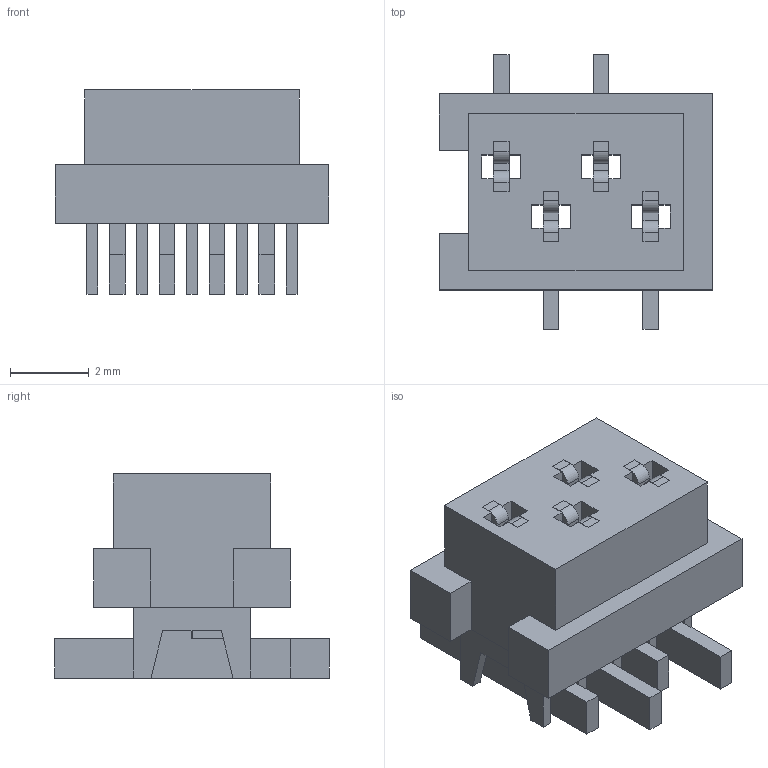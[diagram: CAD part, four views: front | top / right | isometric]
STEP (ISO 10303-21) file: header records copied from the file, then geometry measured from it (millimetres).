
FILE_DESCRIPTION( ( '' ), ' ' );
FILE_NAME( '5cc033767a1d12172263d422.step', '2019-04-24T09:59:20', ( '' ), ( '' ), ' ', ' ', ' ' );
FILE_SCHEMA( ( 'AUTOMOTIVE_DESIGN { 1 0 10303 214 1 1 1 1 }' ) );
Length unit declared in the file: metre
Products named in the file (2): Micro-Match-FOB-Contacts; Micro-Match-FOB-Insulator
Bounding box: 6.96 x 7 x 5.2 mm (x, y, z)
Volume: 99.3 mm3; surface area: 373.1 mm2
Topology: 2 solids, 2 shells, 177 faces, 528 edges, 352 vertices
Faces by surface type: plane 169, cylinder 8
Entity records: 7296 total; most frequent: CARTESIAN_POINT 1059, ORIENTED_EDGE 1056, DIRECTION 902, EDGE_CURVE 528, LINE 512, VECTOR 512, VERTEX_POINT 352, AXIS2_PLACEMENT_3D 195
